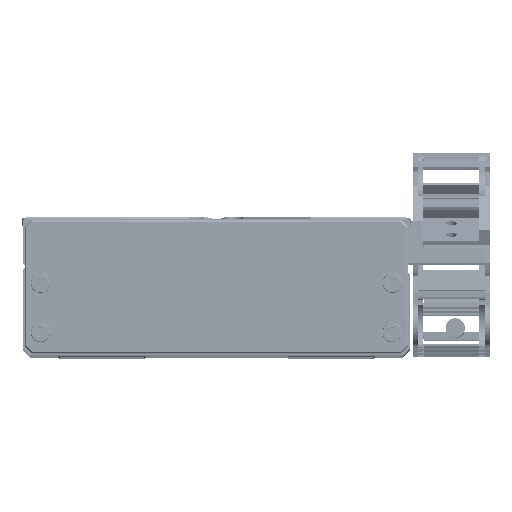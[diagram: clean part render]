
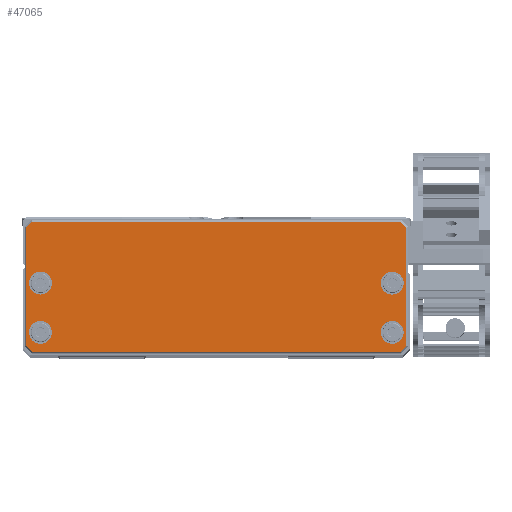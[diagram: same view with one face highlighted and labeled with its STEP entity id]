
A CAD part, top view. The second image highlights one B-rep face of the part: STEP entity #47065.
In plain terms, the highlighted planar face has unit normal (0, 0, 1).
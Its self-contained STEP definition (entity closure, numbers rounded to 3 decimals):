
#1269 = VECTOR ( 'NONE', #88763, 1000. ) ;
#3039 = DIRECTION ( 'NONE',  ( 0., 0., 1. ) ) ;
#3396 = VECTOR ( 'NONE', #66714, 1000. ) ;
#4654 = CIRCLE ( 'NONE', #87568, 3.25 ) ;
#4758 = DIRECTION ( 'NONE',  ( 1., 0., 0. ) ) ;
#4828 = CARTESIAN_POINT ( 'NONE',  ( 101.25, -18., 10. ) ) ;
#5323 = CARTESIAN_POINT ( 'NONE',  ( 108.5, -2.207, 10. ) ) ;
#9818 = CARTESIAN_POINT ( 'NONE',  ( 101.25, -32., 10. ) ) ;
#10670 = FACE_BOUND ( 'NONE', #17647, .T. ) ;
#13436 = ORIENTED_EDGE ( 'NONE', *, *, #54723, .T. ) ;
#13701 = EDGE_CURVE ( 'NONE', #94659, #54424, #82808, .T. ) ;
#13884 = CARTESIAN_POINT ( 'NONE',  ( 53.146, -91.146, 10. ) ) ;
#14634 = LINE ( 'NONE', #24442, #73579 ) ;
#15162 = VERTEX_POINT ( 'NONE', #100574 ) ;
#16199 = VERTEX_POINT ( 'NONE', #107931 ) ;
#17215 = DIRECTION ( 'NONE',  ( -0.707, -0.707, 0. ) ) ;
#17647 = EDGE_LOOP ( 'NONE', ( #101917, #101563 ) ) ;
#18145 = CARTESIAN_POINT ( 'NONE',  ( 4.5, -18., 10. ) ) ;
#19447 = DIRECTION ( 'NONE',  ( 0., 0., 1. ) ) ;
#20515 = DIRECTION ( 'NONE',  ( 1., 0., 0. ) ) ;
#22949 = VERTEX_POINT ( 'NONE', #81241 ) ;
#24442 = CARTESIAN_POINT ( 'NONE',  ( 107., -37.5, 10. ) ) ;
#24771 = LINE ( 'NONE', #130797, #34774 ) ;
#25575 = EDGE_CURVE ( 'NONE', #54424, #94659, #127078, .T. ) ;
#25774 = EDGE_CURVE ( 'NONE', #99238, #35619, #64275, .T. ) ;
#27513 = DIRECTION ( 'NONE',  ( 1., 0., 0. ) ) ;
#27540 = DIRECTION ( 'NONE',  ( 1., 0., 0. ) ) ;
#27676 = LINE ( 'NONE', #70438, #56026 ) ;
#31285 = CARTESIAN_POINT ( 'NONE',  ( 104.5, -18., 10. ) ) ;
#32735 = CIRCLE ( 'NONE', #88668, 3.25 ) ;
#33516 = ORIENTED_EDGE ( 'NONE', *, *, #13701, .F. ) ;
#34774 = VECTOR ( 'NONE', #66126, 1000. ) ;
#34791 = EDGE_LOOP ( 'NONE', ( #63569, #76622 ) ) ;
#35156 = CIRCLE ( 'NONE', #91171, 3.25 ) ;
#35619 = VERTEX_POINT ( 'NONE', #91230 ) ;
#35866 = EDGE_CURVE ( 'NONE', #76893, #83308, #14634, .T. ) ;
#36118 = ORIENTED_EDGE ( 'NONE', *, *, #103435, .T. ) ;
#38647 = ORIENTED_EDGE ( 'NONE', *, *, #35866, .T. ) ;
#40456 = CARTESIAN_POINT ( 'NONE',  ( 0.5, -36., 10. ) ) ;
#42347 = VERTEX_POINT ( 'NONE', #5323 ) ;
#43584 = FACE_BOUND ( 'NONE', #130961, .T. ) ;
#43656 = CARTESIAN_POINT ( 'NONE',  ( 107.75, -32., 10. ) ) ;
#44021 = DIRECTION ( 'NONE',  ( 0.707, 0.707, 0. ) ) ;
#45956 = CARTESIAN_POINT ( 'NONE',  ( 1.354, -36.646, 10. ) ) ;
#47065 = ADVANCED_FACE ( 'NONE', ( #128551, #52727, #43584, #10670, #124411 ), #129244, .T. ) ;
#47207 = CARTESIAN_POINT ( 'NONE',  ( 104.5, -32., 10. ) ) ;
#47745 = EDGE_LOOP ( 'NONE', ( #72135, #100559, #36118, #13436, #70201, #38647, #97569, #121197 ) ) ;
#49208 = CARTESIAN_POINT ( 'NONE',  ( 106.793, -37.5, 10. ) ) ;
#51555 = CARTESIAN_POINT ( 'NONE',  ( 1.25, -18., 10. ) ) ;
#52143 = VECTOR ( 'NONE', #126162, 1000. ) ;
#52647 = CIRCLE ( 'NONE', #66042, 3.25 ) ;
#52727 = FACE_BOUND ( 'NONE', #55681, .T. ) ;
#53565 = EDGE_CURVE ( 'NONE', #16199, #22949, #112857, .T. ) ;
#54424 = VERTEX_POINT ( 'NONE', #9818 ) ;
#54723 = EDGE_CURVE ( 'NONE', #77369, #80631, #104374, .T. ) ;
#55058 = CARTESIAN_POINT ( 'NONE',  ( 1.25, -32., 10. ) ) ;
#55681 = EDGE_LOOP ( 'NONE', ( #128852, #72104 ) ) ;
#56026 = VECTOR ( 'NONE', #17215, 1000. ) ;
#56429 = LINE ( 'NONE', #45956, #1269 ) ;
#59435 = CARTESIAN_POINT ( 'NONE',  ( 0.5, -2.207, 10. ) ) ;
#59830 = AXIS2_PLACEMENT_3D ( 'NONE', #99134, #3039, #27540 ) ;
#59833 = VERTEX_POINT ( 'NONE', #51555 ) ;
#63014 = CARTESIAN_POINT ( 'NONE',  ( 0.5, -35.793, 10. ) ) ;
#63569 = ORIENTED_EDGE ( 'NONE', *, *, #111114, .F. ) ;
#64275 = CIRCLE ( 'NONE', #59830, 3.25 ) ;
#64384 = VERTEX_POINT ( 'NONE', #132443 ) ;
#65980 = VERTEX_POINT ( 'NONE', #4828 ) ;
#66042 = AXIS2_PLACEMENT_3D ( 'NONE', #72707, #19447, #125422 ) ;
#66126 = DIRECTION ( 'NONE',  ( 0., 1., 0. ) ) ;
#66590 = EDGE_CURVE ( 'NONE', #65980, #64384, #124290, .T. ) ;
#66714 = DIRECTION ( 'NONE',  ( -0.707, 0.707, 0. ) ) ;
#67110 = EDGE_CURVE ( 'NONE', #35619, #99238, #32735, .T. ) ;
#69372 = EDGE_CURVE ( 'NONE', #83308, #15162, #96702, .T. ) ;
#70201 = ORIENTED_EDGE ( 'NONE', *, *, #87835, .T. ) ;
#70438 = CARTESIAN_POINT ( 'NONE',  ( -17.646, -20.354, 10. ) ) ;
#72104 = ORIENTED_EDGE ( 'NONE', *, *, #25774, .F. ) ;
#72135 = ORIENTED_EDGE ( 'NONE', *, *, #98385, .T. ) ;
#72707 = CARTESIAN_POINT ( 'NONE',  ( 104.5, -18., 10. ) ) ;
#73579 = VECTOR ( 'NONE', #4758, 1000. ) ;
#76622 = ORIENTED_EDGE ( 'NONE', *, *, #123217, .F. ) ;
#76893 = VERTEX_POINT ( 'NONE', #129992 ) ;
#77369 = VERTEX_POINT ( 'NONE', #59435 ) ;
#80631 = VERTEX_POINT ( 'NONE', #63014 ) ;
#81241 = CARTESIAN_POINT ( 'NONE',  ( 2.207, -0.5, 10. ) ) ;
#82597 = DIRECTION ( 'NONE',  ( 1., 0., 0. ) ) ;
#82808 = CIRCLE ( 'NONE', #116557, 3.25 ) ;
#83308 = VERTEX_POINT ( 'NONE', #49208 ) ;
#84673 = DIRECTION ( 'NONE',  ( 0., 0., 1. ) ) ;
#87568 = AXIS2_PLACEMENT_3D ( 'NONE', #18145, #84673, #82597 ) ;
#87835 = EDGE_CURVE ( 'NONE', #80631, #76893, #56429, .T. ) ;
#88668 = AXIS2_PLACEMENT_3D ( 'NONE', #94775, #96170, #137612 ) ;
#88763 = DIRECTION ( 'NONE',  ( 0.707, -0.707, 0. ) ) ;
#88951 = DIRECTION ( 'NONE',  ( -1., 0., 0. ) ) ;
#89179 = LINE ( 'NONE', #120861, #3396 ) ;
#90865 = DIRECTION ( 'NONE',  ( 0., 0., 1. ) ) ;
#91171 = AXIS2_PLACEMENT_3D ( 'NONE', #123694, #113879, #27513 ) ;
#91230 = CARTESIAN_POINT ( 'NONE',  ( 7.75, -32., 10. ) ) ;
#94659 = VERTEX_POINT ( 'NONE', #43656 ) ;
#94775 = CARTESIAN_POINT ( 'NONE',  ( 4.5, -32., 10. ) ) ;
#96170 = DIRECTION ( 'NONE',  ( 0., 0., 1. ) ) ;
#96702 = LINE ( 'NONE', #13884, #138477 ) ;
#97569 = ORIENTED_EDGE ( 'NONE', *, *, #69372, .T. ) ;
#98385 = EDGE_CURVE ( 'NONE', #42347, #16199, #89179, .T. ) ;
#99134 = CARTESIAN_POINT ( 'NONE',  ( 4.5, -32., 10. ) ) ;
#99152 = EDGE_CURVE ( 'NONE', #64384, #65980, #52647, .T. ) ;
#99238 = VERTEX_POINT ( 'NONE', #55058 ) ;
#99423 = CARTESIAN_POINT ( 'NONE',  ( 7.75, -18., 10. ) ) ;
#99856 = DIRECTION ( 'NONE',  ( 1., 0., 0. ) ) ;
#100559 = ORIENTED_EDGE ( 'NONE', *, *, #53565, .T. ) ;
#100574 = CARTESIAN_POINT ( 'NONE',  ( 108.5, -35.793, 10. ) ) ;
#101543 = CARTESIAN_POINT ( 'NONE',  ( 2.707, -0.5, 10. ) ) ;
#101563 = ORIENTED_EDGE ( 'NONE', *, *, #66590, .F. ) ;
#101917 = ORIENTED_EDGE ( 'NONE', *, *, #99152, .F. ) ;
#101946 = VERTEX_POINT ( 'NONE', #99423 ) ;
#103435 = EDGE_CURVE ( 'NONE', #22949, #77369, #27676, .T. ) ;
#104374 = LINE ( 'NONE', #40456, #52143 ) ;
#105440 = AXIS2_PLACEMENT_3D ( 'NONE', #116685, #138383, #20515 ) ;
#107931 = CARTESIAN_POINT ( 'NONE',  ( 106.793, -0.5, 10. ) ) ;
#111114 = EDGE_CURVE ( 'NONE', #101946, #59833, #4654, .T. ) ;
#112857 = LINE ( 'NONE', #101543, #119237 ) ;
#113879 = DIRECTION ( 'NONE',  ( 0., 0., 1. ) ) ;
#116557 = AXIS2_PLACEMENT_3D ( 'NONE', #47207, #121698, #99856 ) ;
#116685 = CARTESIAN_POINT ( 'NONE',  ( 0., -38., 10. ) ) ;
#116942 = DIRECTION ( 'NONE',  ( 1., 0., 0. ) ) ;
#119237 = VECTOR ( 'NONE', #88951, 1000. ) ;
#120861 = CARTESIAN_POINT ( 'NONE',  ( 72.146, 34.146, 10. ) ) ;
#121056 = EDGE_CURVE ( 'NONE', #15162, #42347, #24771, .T. ) ;
#121197 = ORIENTED_EDGE ( 'NONE', *, *, #121056, .T. ) ;
#121698 = DIRECTION ( 'NONE',  ( 0., 0., 1. ) ) ;
#123217 = EDGE_CURVE ( 'NONE', #59833, #101946, #35156, .T. ) ;
#123694 = CARTESIAN_POINT ( 'NONE',  ( 4.5, -18., 10. ) ) ;
#124290 = CIRCLE ( 'NONE', #135607, 3.25 ) ;
#124411 = FACE_OUTER_BOUND ( 'NONE', #47745, .T. ) ;
#125422 = DIRECTION ( 'NONE',  ( 1., 0., 0. ) ) ;
#126010 = ORIENTED_EDGE ( 'NONE', *, *, #25575, .F. ) ;
#126162 = DIRECTION ( 'NONE',  ( 0., -1., 0. ) ) ;
#127078 = CIRCLE ( 'NONE', #129274, 3.25 ) ;
#128551 = FACE_BOUND ( 'NONE', #34791, .T. ) ;
#128852 = ORIENTED_EDGE ( 'NONE', *, *, #67110, .F. ) ;
#129244 = PLANE ( 'NONE',  #105440 ) ;
#129274 = AXIS2_PLACEMENT_3D ( 'NONE', #133015, #90865, #133706 ) ;
#129506 = DIRECTION ( 'NONE',  ( 0., 0., 1. ) ) ;
#129992 = CARTESIAN_POINT ( 'NONE',  ( 2.207, -37.5, 10. ) ) ;
#130797 = CARTESIAN_POINT ( 'NONE',  ( 108.5, -2., 10. ) ) ;
#130961 = EDGE_LOOP ( 'NONE', ( #33516, #126010 ) ) ;
#132443 = CARTESIAN_POINT ( 'NONE',  ( 107.75, -18., 10. ) ) ;
#133015 = CARTESIAN_POINT ( 'NONE',  ( 104.5, -32., 10. ) ) ;
#133706 = DIRECTION ( 'NONE',  ( 1., 0., 0. ) ) ;
#135607 = AXIS2_PLACEMENT_3D ( 'NONE', #31285, #129506, #116942 ) ;
#137612 = DIRECTION ( 'NONE',  ( 1., 0., 0. ) ) ;
#138383 = DIRECTION ( 'NONE',  ( 0., 0., 1. ) ) ;
#138477 = VECTOR ( 'NONE', #44021, 1000. ) ;
